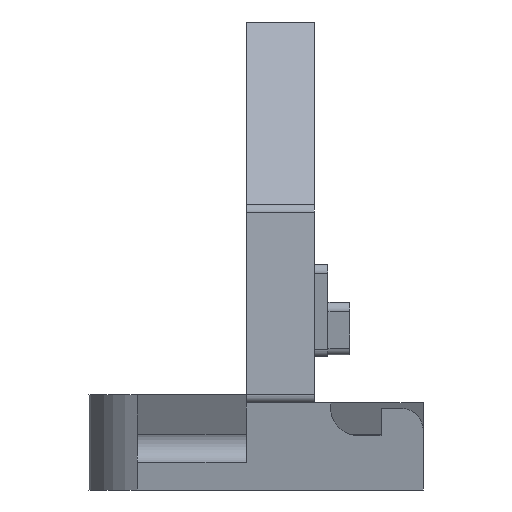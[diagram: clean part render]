
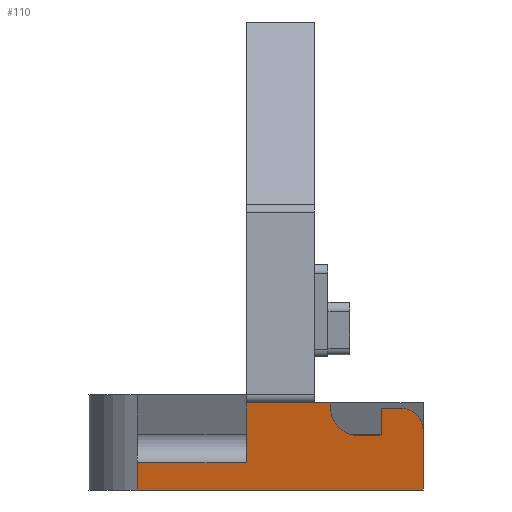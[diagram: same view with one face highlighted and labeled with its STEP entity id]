
A CAD part, left-side view. The second image highlights one B-rep face of the part: STEP entity #110.
In plain terms, the highlighted planar face has unit normal (-0.985, 0, -0.174).
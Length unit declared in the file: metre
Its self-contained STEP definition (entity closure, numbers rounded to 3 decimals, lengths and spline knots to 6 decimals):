
#110 = ADVANCED_FACE( '', ( #412 ), #413, .F. );
#412 = FACE_OUTER_BOUND( '', #956, .T. );
#413 = PLANE( '', #957 );
#956 = EDGE_LOOP( '', ( #1828, #1829, #1830, #1831, #1832, #1833, #1834, #1835, #1836, #1837, #1838, #1839, #1840 ) );
#957 = AXIS2_PLACEMENT_3D( '', #1841, #1842, #1843 );
#1828 = ORIENTED_EDGE( '', *, *, #4065, .F. );
#1829 = ORIENTED_EDGE( '', *, *, #4113, .T. );
#1830 = ORIENTED_EDGE( '', *, *, #4114, .T. );
#1831 = ORIENTED_EDGE( '', *, *, #4115, .F. );
#1832 = ORIENTED_EDGE( '', *, *, #4116, .T. );
#1833 = ORIENTED_EDGE( '', *, *, #4117, .T. );
#1834 = ORIENTED_EDGE( '', *, *, #4118, .F. );
#1835 = ORIENTED_EDGE( '', *, *, #4119, .F. );
#1836 = ORIENTED_EDGE( '', *, *, #4120, .T. );
#1837 = ORIENTED_EDGE( '', *, *, #4121, .F. );
#1838 = ORIENTED_EDGE( '', *, *, #4111, .T. );
#1839 = ORIENTED_EDGE( '', *, *, #4122, .F. );
#1840 = ORIENTED_EDGE( '', *, *, #4048, .T. );
#1841 = CARTESIAN_POINT( '', ( -0.0093, 0.0012, -0.0003 ) );
#1842 = DIRECTION( '', ( 0.985, 0., 0.174 ) );
#1843 = DIRECTION( '', ( 0., -1., 0. ) );
#4048 = EDGE_CURVE( '', #4877, #4875, #4878, .T. );
#4065 = EDGE_CURVE( '', #4907, #4875, #4909, .F. );
#4111 = EDGE_CURVE( '', #4985, #4983, #4986, .F. );
#4113 = EDGE_CURVE( '', #4907, #4988, #4989, .F. );
#4114 = EDGE_CURVE( '', #4988, #4990, #4991, .F. );
#4115 = EDGE_CURVE( '', #4992, #4990, #4993, .F. );
#4116 = EDGE_CURVE( '', #4992, #4994, #4995, .F. );
#4117 = EDGE_CURVE( '', #4994, #4996, #4997, .T. );
#4118 = EDGE_CURVE( '', #4998, #4996, #4999, .F. );
#4119 = EDGE_CURVE( '', #4709, #4998, #5000, .F. );
#4120 = EDGE_CURVE( '', #4709, #5001, #5002, .F. );
#4121 = EDGE_CURVE( '', #4985, #5001, #5003, .F. );
#4122 = EDGE_CURVE( '', #4877, #4983, #5004, .F. );
#4709 = VERTEX_POINT( '', #5955 );
#4875 = VERTEX_POINT( '', #6187 );
#4877 = VERTEX_POINT( '', #6190 );
#4878 = LINE( '', #6191, #6192 );
#4907 = VERTEX_POINT( '', #6233 );
#4909 = LINE( '', #6236, #6237 );
#4983 = VERTEX_POINT( '', #6345 );
#4985 = VERTEX_POINT( '', #6348 );
#4986 = LINE( '', #6349, #6350 );
#4988 = VERTEX_POINT( '', #6353 );
#4989 = ELLIPSE( '', #6354, 0.000812, 0.0008 );
#4990 = VERTEX_POINT( '', #6355 );
#4991 = LINE( '', #6356, #6357 );
#4992 = VERTEX_POINT( '', #6358 );
#4993 = LINE( '', #6359, #6360 );
#4994 = VERTEX_POINT( '', #6361 );
#4995 = LINE( '', #6362, #6363 );
#4996 = VERTEX_POINT( '', #6364 );
#4997 = ELLIPSE( '', #6365, 0.001015, 0.001 );
#4998 = VERTEX_POINT( '', #6366 );
#4999 = LINE( '', #6367, #6368 );
#5000 = LINE( '', #6369, #6370 );
#5001 = VERTEX_POINT( '', #6371 );
#5002 = LINE( '', #6372, #6373 );
#5003 = LINE( '', #6374, #6375 );
#5004 = LINE( '', #6376, #6377 );
#5955 = CARTESIAN_POINT( '', ( -0.0093, 0., -0.0003 ) );
#6187 = CARTESIAN_POINT( '', ( -0.008736, -0.004, -0.0035 ) );
#6190 = CARTESIAN_POINT( '', ( -0.008736, 0.0065, -0.0035 ) );
#6191 = CARTESIAN_POINT( '', ( -0.008736, 0.0012, -0.0035 ) );
#6192 = VECTOR( '', #8288, 1. );
#6233 = CARTESIAN_POINT( '', ( -0.009124, -0.004, -0.0013 ) );
#6236 = CARTESIAN_POINT( '', ( -0.008871, -0.004, -0.002731 ) );
#6237 = VECTOR( '', #8311, 1. );
#6345 = CARTESIAN_POINT( '', ( -0.008912, 0.0065, -0.0025 ) );
#6348 = CARTESIAN_POINT( '', ( -0.008912, 0.0025, -0.0025 ) );
#6349 = CARTESIAN_POINT( '', ( -0.008912, 0.0012, -0.0025 ) );
#6350 = VECTOR( '', #8377, 1. );
#6353 = CARTESIAN_POINT( '', ( -0.009265, -0.0032, -0.0005 ) );
#6354 = AXIS2_PLACEMENT_3D( '', #8379, #8380, #8381 );
#6355 = CARTESIAN_POINT( '', ( -0.009265, -0.00245, -0.0005 ) );
#6356 = CARTESIAN_POINT( '', ( -0.009265, 0.0012, -0.0005 ) );
#6357 = VECTOR( '', #8382, 1. );
#6358 = CARTESIAN_POINT( '', ( -0.009088, -0.00245, -0.0015 ) );
#6359 = CARTESIAN_POINT( '', ( -0.009175, -0.00245, -0.001007 ) );
#6360 = VECTOR( '', #8383, 1. );
#6361 = CARTESIAN_POINT( '', ( -0.009088, -0.0016, -0.0015 ) );
#6362 = CARTESIAN_POINT( '', ( -0.009088, 0.0012, -0.0015 ) );
#6363 = VECTOR( '', #8384, 1. );
#6364 = CARTESIAN_POINT( '', ( -0.009265, -0.0006, -0.0005 ) );
#6365 = AXIS2_PLACEMENT_3D( '', #8385, #8386, #8387 );
#6366 = CARTESIAN_POINT( '', ( -0.0093, -0.0006, -0.0003 ) );
#6367 = CARTESIAN_POINT( '', ( -0.009175, -0.0006, -0.001007 ) );
#6368 = VECTOR( '', #8388, 1. );
#6369 = CARTESIAN_POINT( '', ( -0.0093, -0.004, -0.0003 ) );
#6370 = VECTOR( '', #8389, 1. );
#6371 = CARTESIAN_POINT( '', ( -0.0093, 0.0025, -0.0003 ) );
#6372 = CARTESIAN_POINT( '', ( -0.0093, 0.0012, -0.0003 ) );
#6373 = VECTOR( '', #8390, 1. );
#6374 = CARTESIAN_POINT( '', ( -0.009849, 0.0025, 0.002812 ) );
#6375 = VECTOR( '', #8391, 1. );
#6376 = CARTESIAN_POINT( '', ( -0.011629, 0.0065, 0.012907 ) );
#6377 = VECTOR( '', #8392, 1. );
#8288 = DIRECTION( '', ( 0., -1., 0. ) );
#8311 = DIRECTION( '', ( -0.174, 0., 0.985 ) );
#8377 = DIRECTION( '', ( 0., -1., 0. ) );
#8379 = CARTESIAN_POINT( '', ( -0.009124, -0.0032, -0.0013 ) );
#8380 = DIRECTION( '', ( 0.985, 0., 0.174 ) );
#8381 = DIRECTION( '', ( 0.174, 0., -0.985 ) );
#8382 = DIRECTION( '', ( 0., -1., 0. ) );
#8383 = DIRECTION( '', ( 0.174, 0., -0.985 ) );
#8384 = DIRECTION( '', ( 0., -1., 0. ) );
#8385 = CARTESIAN_POINT( '', ( -0.009265, -0.0016, -0.0005 ) );
#8386 = DIRECTION( '', ( 0.985, 0., 0.174 ) );
#8387 = DIRECTION( '', ( 0.174, 0., -0.985 ) );
#8388 = DIRECTION( '', ( -0.174, 0., 0.985 ) );
#8389 = DIRECTION( '', ( 0., 1., 0. ) );
#8390 = DIRECTION( '', ( 0., -1., 0. ) );
#8391 = DIRECTION( '', ( 0.174, 0., -0.985 ) );
#8392 = DIRECTION( '', ( 0.174, 0., -0.985 ) );
